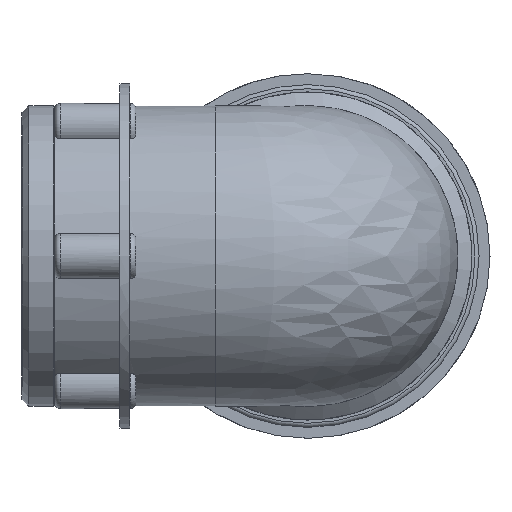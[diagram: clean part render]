
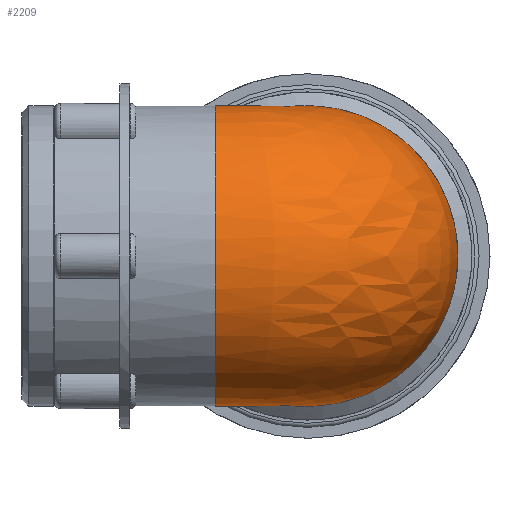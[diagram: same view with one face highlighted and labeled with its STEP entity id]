
A CAD part, left-side view. The second image highlights one B-rep face of the part: STEP entity #2209.
In plain terms, the highlighted free-form (B-spline) face has degree [2, 2] with [7, 3] control points.
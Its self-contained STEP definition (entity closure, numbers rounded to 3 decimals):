
#24=(
BOUNDED_SURFACE()
B_SPLINE_SURFACE(2,2,((#4190,#4191,#4192),(#4193,#4194,#4195),(#4196,#4197,
#4198),(#4199,#4200,#4201),(#4202,#4203,#4204),(#4205,#4206,#4207),(#4208,
#4209,#4210)),.UNSPECIFIED.,.F.,.F.,.F.)
B_SPLINE_SURFACE_WITH_KNOTS((3,2,2,3),(3,3),(-2.234,-0.745,
0.745,2.234),(-3.142,-1.571),
 .UNSPECIFIED.)
GEOMETRIC_REPRESENTATION_ITEM()
RATIONAL_B_SPLINE_SURFACE(((1.,0.707,1.),(0.735,
0.52,0.735),(1.,0.707,1.),(0.735,
0.52,0.735),(1.,0.707,1.),(0.735,
0.52,0.735),(1.,0.707,1.)))
REPRESENTATION_ITEM('')
SURFACE()
);
#244=FACE_OUTER_BOUND('',#384,.T.);
#384=EDGE_LOOP('',(#1803,#1804));
#566=CIRCLE('',#2431,55.202);
#581=CIRCLE('',#2456,55.202);
#1038=VERTEX_POINT('',#4007);
#1039=VERTEX_POINT('',#4009);
#1313=EDGE_CURVE('',#1039,#1038,#566,.T.);
#1331=EDGE_CURVE('',#1039,#1038,#581,.T.);
#1803=ORIENTED_EDGE('',*,*,#1313,.T.);
#1804=ORIENTED_EDGE('',*,*,#1331,.F.);
#2209=ADVANCED_FACE('',(#244),#24,.F.);
#2431=AXIS2_PLACEMENT_3D('',#4010,#2980,#2981);
#2456=AXIS2_PLACEMENT_3D('',#4057,#3030,#3031);
#2980=DIRECTION('center_axis',(0.,-1.,0.));
#2981=DIRECTION('ref_axis',(-1.,0.,0.));
#3030=DIRECTION('center_axis',(1.,0.,0.));
#3031=DIRECTION('ref_axis',(0.,-1.,0.));
#4007=CARTESIAN_POINT('',(33.97,33.97,-43.512));
#4009=CARTESIAN_POINT('',(33.97,33.97,43.512));
#4010=CARTESIAN_POINT('Origin',(0.,33.97,0.));
#4057=CARTESIAN_POINT('Origin',(33.97,0.,0.));
#4190=CARTESIAN_POINT('Ctrl Pts',(33.97,33.97,-43.512));
#4191=CARTESIAN_POINT('Ctrl Pts',(33.97,33.97,-43.512));
#4192=CARTESIAN_POINT('Ctrl Pts',(33.97,33.97,-43.512));
#4193=CARTESIAN_POINT('Ctrl Pts',(-6.125,33.97,-74.815));
#4194=CARTESIAN_POINT('Ctrl Pts',(-6.125,-6.125,-74.815));
#4195=CARTESIAN_POINT('Ctrl Pts',(33.97,-6.125,-74.815));
#4196=CARTESIAN_POINT('Ctrl Pts',(-40.595,33.97,-37.407));
#4197=CARTESIAN_POINT('Ctrl Pts',(-40.595,-40.595,-37.407));
#4198=CARTESIAN_POINT('Ctrl Pts',(33.97,-40.595,-37.407));
#4199=CARTESIAN_POINT('Ctrl Pts',(-75.065,33.97,0.));
#4200=CARTESIAN_POINT('Ctrl Pts',(-75.065,-75.065,0.));
#4201=CARTESIAN_POINT('Ctrl Pts',(33.97,-75.065,0.));
#4202=CARTESIAN_POINT('Ctrl Pts',(-40.595,33.97,37.407));
#4203=CARTESIAN_POINT('Ctrl Pts',(-40.595,-40.595,37.407));
#4204=CARTESIAN_POINT('Ctrl Pts',(33.97,-40.595,37.407));
#4205=CARTESIAN_POINT('Ctrl Pts',(-6.125,33.97,74.815));
#4206=CARTESIAN_POINT('Ctrl Pts',(-6.125,-6.125,74.815));
#4207=CARTESIAN_POINT('Ctrl Pts',(33.97,-6.125,74.815));
#4208=CARTESIAN_POINT('Ctrl Pts',(33.97,33.97,43.512));
#4209=CARTESIAN_POINT('Ctrl Pts',(33.97,33.97,43.512));
#4210=CARTESIAN_POINT('Ctrl Pts',(33.97,33.97,43.512));
